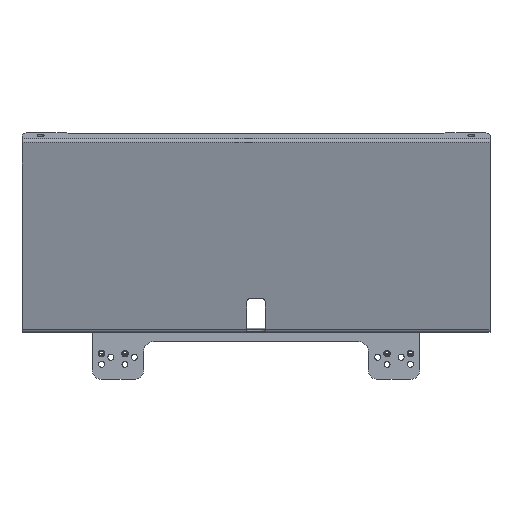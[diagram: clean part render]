
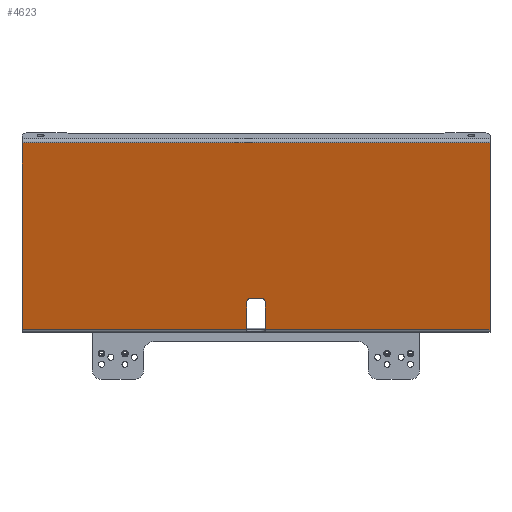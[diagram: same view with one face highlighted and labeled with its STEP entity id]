
A CAD part, front view. The second image highlights one B-rep face of the part: STEP entity #4623.
In plain terms, the highlighted planar face has unit normal (0, -0.966, -0.259).
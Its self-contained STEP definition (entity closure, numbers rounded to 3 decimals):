
#12 = CARTESIAN_POINT ( 'NONE',  ( 250., -27.58, 51.333 ) ) ;
#71 = CARTESIAN_POINT ( 'NONE',  ( -10., -35.69, 81.6 ) ) ;
#87 = EDGE_CURVE ( 'NONE', #5237, #1674, #4053, .T. ) ;
#124 = LINE ( 'NONE', #992, #5236 ) ;
#167 = EDGE_LOOP ( 'NONE', ( #4802, #2746, #1764, #399, #3835, #1897, #4434, #2673, #3580, #4565 ) ) ;
#204 = VERTEX_POINT ( 'NONE', #979 ) ;
#225 = CARTESIAN_POINT ( 'NONE',  ( -5., -35.69, 81.6 ) ) ;
#312 = EDGE_CURVE ( 'NONE', #4671, #5110, #2084, .T. ) ;
#378 = CARTESIAN_POINT ( 'NONE',  ( 250., -28.03, 53.013 ) ) ;
#399 = ORIENTED_EDGE ( 'NONE', *, *, #4244, .F. ) ;
#514 = VECTOR ( 'NONE', #1447, 1000. ) ;
#606 = CIRCLE ( 'NONE', #3520, 5. ) ;
#639 = LINE ( 'NONE', #3473, #514 ) ;
#672 = CARTESIAN_POINT ( 'NONE',  ( 5., -35.69, 81.6 ) ) ;
#740 = EDGE_CURVE ( 'NONE', #5110, #2604, #4561, .T. ) ;
#817 = EDGE_CURVE ( 'NONE', #3726, #2604, #3223, .T. ) ;
#979 = CARTESIAN_POINT ( 'NONE',  ( 10., -35.69, 81.6 ) ) ;
#992 = CARTESIAN_POINT ( 'NONE',  ( 10., -27.58, 51.333 ) ) ;
#1018 = DIRECTION ( 'NONE',  ( 0., 0.259, -0.966 ) ) ;
#1041 = CARTESIAN_POINT ( 'NONE',  ( 250., -36.984, 86.43 ) ) ;
#1084 = DIRECTION ( 'NONE',  ( 0., 0.259, -0.966 ) ) ;
#1166 = DIRECTION ( 'NONE',  ( -1., 0., 0. ) ) ;
#1259 = EDGE_CURVE ( 'NONE', #3726, #204, #606, .T. ) ;
#1417 = CARTESIAN_POINT ( 'NONE',  ( 250., -27.58, 51.333 ) ) ;
#1420 = DIRECTION ( 'NONE',  ( 0., 0.259, -0.966 ) ) ;
#1447 = DIRECTION ( 'NONE',  ( -1., 0., 0. ) ) ;
#1455 = AXIS2_PLACEMENT_3D ( 'NONE', #225, #2627, #1420 ) ;
#1527 = CARTESIAN_POINT ( 'NONE',  ( -5., -36.984, 86.43 ) ) ;
#1656 = DIRECTION ( 'NONE',  ( 0., -0.259, 0.966 ) ) ;
#1669 = CARTESIAN_POINT ( 'NONE',  ( -250., -27.58, 51.333 ) ) ;
#1674 = VERTEX_POINT ( 'NONE', #2735 ) ;
#1764 = ORIENTED_EDGE ( 'NONE', *, *, #4056, .T. ) ;
#1820 = DIRECTION ( 'NONE',  ( 0., 0.259, -0.966 ) ) ;
#1869 = CARTESIAN_POINT ( 'NONE',  ( -10., -28.03, 53.013 ) ) ;
#1897 = ORIENTED_EDGE ( 'NONE', *, *, #3495, .T. ) ;
#2084 = LINE ( 'NONE', #3340, #5174 ) ;
#2158 = LINE ( 'NONE', #12, #5130 ) ;
#2431 = DIRECTION ( 'NONE',  ( 0., -0.259, 0.966 ) ) ;
#2513 = DIRECTION ( 'NONE',  ( 0., -0.259, 0.966 ) ) ;
#2604 = VERTEX_POINT ( 'NONE', #1527 ) ;
#2627 = DIRECTION ( 'NONE',  ( 0., 0.966, 0.259 ) ) ;
#2673 = ORIENTED_EDGE ( 'NONE', *, *, #4964, .F. ) ;
#2735 = CARTESIAN_POINT ( 'NONE',  ( -250., -81.482, 252.498 ) ) ;
#2746 = ORIENTED_EDGE ( 'NONE', *, *, #1259, .T. ) ;
#2751 = VECTOR ( 'NONE', #2782, 1000. ) ;
#2775 = CARTESIAN_POINT ( 'NONE',  ( 250., -28.03, 53.013 ) ) ;
#2782 = DIRECTION ( 'NONE',  ( -1., 0., 0. ) ) ;
#2941 = CARTESIAN_POINT ( 'NONE',  ( -250., -28.03, 53.013 ) ) ;
#2951 = CARTESIAN_POINT ( 'NONE',  ( 250., -28.03, 53.013 ) ) ;
#2972 = VECTOR ( 'NONE', #1656, 1000. ) ;
#3181 = AXIS2_PLACEMENT_3D ( 'NONE', #1417, #4271, #1820 ) ;
#3223 = LINE ( 'NONE', #1041, #4328 ) ;
#3226 = VERTEX_POINT ( 'NONE', #2951 ) ;
#3340 = CARTESIAN_POINT ( 'NONE',  ( -10., -27.58, 51.333 ) ) ;
#3421 = VECTOR ( 'NONE', #1166, 1000. ) ;
#3441 = PLANE ( 'NONE',  #3181 ) ;
#3473 = CARTESIAN_POINT ( 'NONE',  ( 250., -81.482, 252.498 ) ) ;
#3495 = EDGE_CURVE ( 'NONE', #4524, #1674, #639, .T. ) ;
#3517 = DIRECTION ( 'NONE',  ( 0., 0.966, 0.259 ) ) ;
#3520 = AXIS2_PLACEMENT_3D ( 'NONE', #672, #3517, #1084 ) ;
#3580 = ORIENTED_EDGE ( 'NONE', *, *, #312, .T. ) ;
#3726 = VERTEX_POINT ( 'NONE', #4752 ) ;
#3835 = ORIENTED_EDGE ( 'NONE', *, *, #3861, .T. ) ;
#3861 = EDGE_CURVE ( 'NONE', #3226, #4524, #2158, .T. ) ;
#4053 = LINE ( 'NONE', #1669, #2972 ) ;
#4056 = EDGE_CURVE ( 'NONE', #204, #4976, #124, .T. ) ;
#4244 = EDGE_CURVE ( 'NONE', #3226, #4976, #4491, .T. ) ;
#4271 = DIRECTION ( 'NONE',  ( 0., -0.966, -0.259 ) ) ;
#4328 = VECTOR ( 'NONE', #4971, 1000. ) ;
#4434 = ORIENTED_EDGE ( 'NONE', *, *, #87, .F. ) ;
#4438 = CARTESIAN_POINT ( 'NONE',  ( 10., -28.03, 53.013 ) ) ;
#4491 = LINE ( 'NONE', #2775, #3421 ) ;
#4524 = VERTEX_POINT ( 'NONE', #4951 ) ;
#4561 = CIRCLE ( 'NONE', #1455, 5. ) ;
#4565 = ORIENTED_EDGE ( 'NONE', *, *, #740, .T. ) ;
#4623 = ADVANCED_FACE ( 'NONE', ( #5229 ), #3441, .T. ) ;
#4671 = VERTEX_POINT ( 'NONE', #1869 ) ;
#4752 = CARTESIAN_POINT ( 'NONE',  ( 5., -36.984, 86.43 ) ) ;
#4802 = ORIENTED_EDGE ( 'NONE', *, *, #817, .F. ) ;
#4951 = CARTESIAN_POINT ( 'NONE',  ( 250., -81.482, 252.498 ) ) ;
#4964 = EDGE_CURVE ( 'NONE', #4671, #5237, #5046, .T. ) ;
#4971 = DIRECTION ( 'NONE',  ( -1., 0., 0. ) ) ;
#4976 = VERTEX_POINT ( 'NONE', #4438 ) ;
#5046 = LINE ( 'NONE', #378, #2751 ) ;
#5110 = VERTEX_POINT ( 'NONE', #71 ) ;
#5130 = VECTOR ( 'NONE', #2431, 1000. ) ;
#5174 = VECTOR ( 'NONE', #2513, 1000. ) ;
#5229 = FACE_OUTER_BOUND ( 'NONE', #167, .T. ) ;
#5236 = VECTOR ( 'NONE', #1018, 1000. ) ;
#5237 = VERTEX_POINT ( 'NONE', #2941 ) ;
